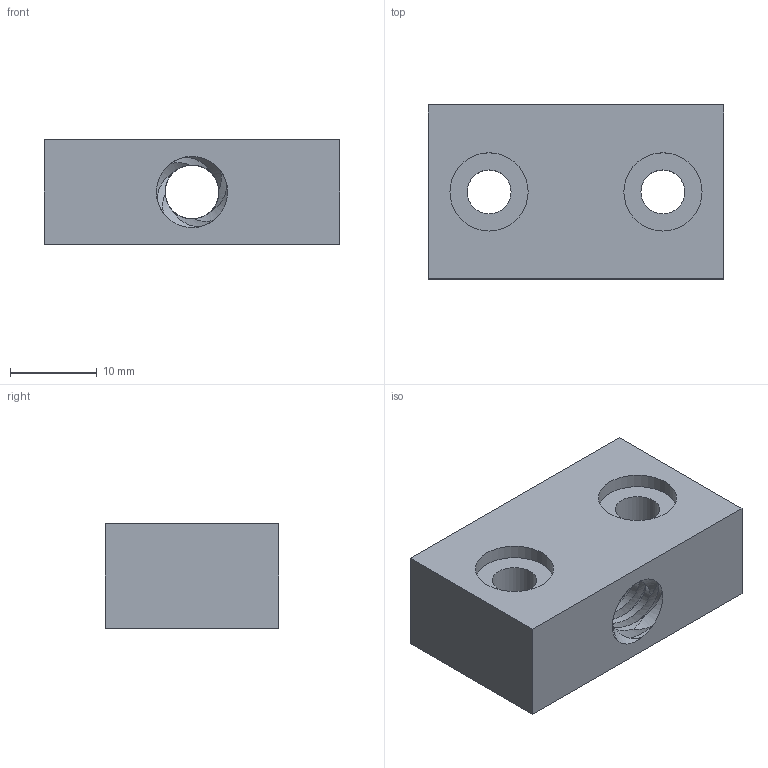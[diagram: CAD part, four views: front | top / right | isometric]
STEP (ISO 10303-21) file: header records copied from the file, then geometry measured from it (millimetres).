
FILE_DESCRIPTION(/* description */ (''),/* implementation_level */ '2;1');
FILE_NAME(/* name */ 'Metric ACME Block.stp',/* time_stamp */ '2016-04-20T00:42:43-07:00',/* author */ ('Ben'),/* organization */ (''),/* preprocessor_version */ 'ST-DEVELOPER v15.2',/* originating_system */ 'Autodesk Inventor 2014',/* authorisation */ '');
FILE_SCHEMA (('AUTOMOTIVE_DESIGN { 1 0 10303 214 3 1 1 }'));
Length unit declared in the file: millimetre
Products named in the file (1): Metric ACME Block
Bounding box: 34 x 20 x 12 mm (x, y, z)
Volume: 6386.8 mm3; surface area: 3820.3 mm2
Topology: 1 solids, 1 shells, 50 faces, 118 edges, 74 vertices
Faces by surface type: plane 22, cylinder 12, bspline 8, cone 8
Full cylindrical faces by diameter (mm): 5.05 x2, 9 x2
Entity records: 2450 total; most frequent: CARTESIAN_POINT 1299, ORIENTED_EDGE 224, DIRECTION 198, EDGE_CURVE 112, AXIS2_PLACEMENT_3D 75, VERTEX_POINT 72, EDGE_LOOP 64, STYLED_ITEM 51
